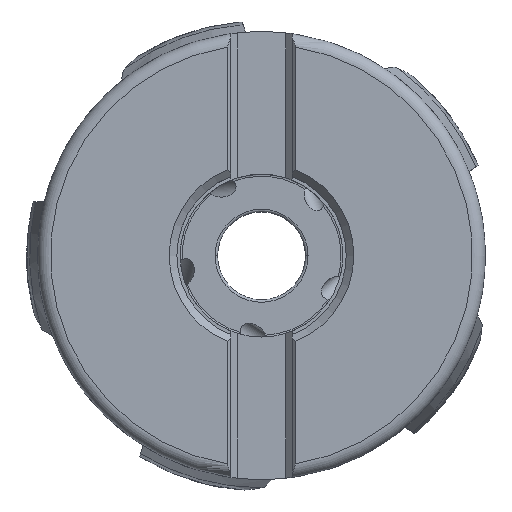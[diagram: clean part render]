
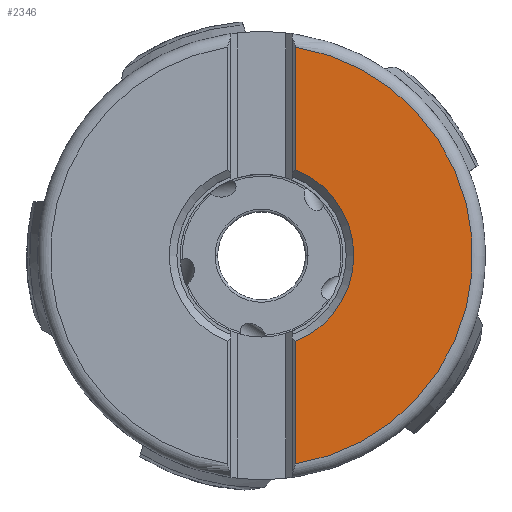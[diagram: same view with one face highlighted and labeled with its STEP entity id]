
A CAD part, top view. The second image highlights one B-rep face of the part: STEP entity #2346.
In plain terms, the highlighted planar face has unit normal (0, 0, 1).
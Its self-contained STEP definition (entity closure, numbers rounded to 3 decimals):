
#755=PLANE('',#13463);
#1163=LINE('',#28732,#1748);
#1164=LINE('',#28733,#1749);
#1748=VECTOR('',#15652,1.);
#1749=VECTOR('',#15653,1.);
#2346=ADVANCED_FACE('',(#3099),#755,.F.);
#3099=FACE_OUTER_BOUND('',#3806,.T.);
#3806=EDGE_LOOP('',(#7002,#7003,#7004,#7005));
#7002=ORIENTED_EDGE('',*,*,#11402,.T.);
#7003=ORIENTED_EDGE('',*,*,#11403,.T.);
#7004=ORIENTED_EDGE('',*,*,#11394,.T.);
#7005=ORIENTED_EDGE('',*,*,#11404,.T.);
#9757=VERTEX_POINT('',#28664);
#9758=VERTEX_POINT('',#28665);
#9763=VERTEX_POINT('',#28730);
#9764=VERTEX_POINT('',#28731);
#11394=EDGE_CURVE('',#9757,#9758,#12406,.T.);
#11402=EDGE_CURVE('',#9763,#9764,#12409,.T.);
#11403=EDGE_CURVE('',#9764,#9757,#1163,.T.);
#11404=EDGE_CURVE('',#9758,#9763,#1164,.T.);
#12406=CIRCLE('',#13457,32.925);
#12409=CIRCLE('',#13462,14.4);
#13457=AXIS2_PLACEMENT_3D('',#28663,#15639,#15640);
#13462=AXIS2_PLACEMENT_3D('',#28729,#15650,#15651);
#13463=AXIS2_PLACEMENT_3D('',#28734,#15654,#15655);
#15639=DIRECTION('',(0.,0.,1.));
#15640=DIRECTION('',(0.16,-0.987,0.));
#15650=DIRECTION('',(0.,0.,-1.));
#15651=DIRECTION('',(0.365,0.931,0.));
#15652=DIRECTION('',(0.,-1.,0.));
#15653=DIRECTION('',(0.,-1.,0.));
#15654=DIRECTION('',(0.,0.,-1.));
#15655=DIRECTION('',(-1.,0.,0.));
#28663=CARTESIAN_POINT('',(0.,0.,0.));
#28664=CARTESIAN_POINT('',(5.263,-32.502,0.));
#28665=CARTESIAN_POINT('',(5.263,32.502,0.));
#28729=CARTESIAN_POINT('',(0.,0.,0.));
#28730=CARTESIAN_POINT('',(5.263,13.404,0.));
#28731=CARTESIAN_POINT('',(5.263,-13.404,0.));
#28732=CARTESIAN_POINT('',(5.263,-13.404,0.));
#28733=CARTESIAN_POINT('',(5.263,32.502,0.));
#28734=CARTESIAN_POINT('',(0.,0.,0.));
